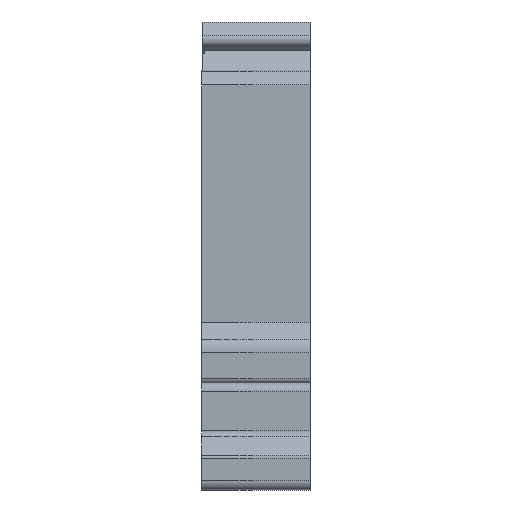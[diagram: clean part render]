
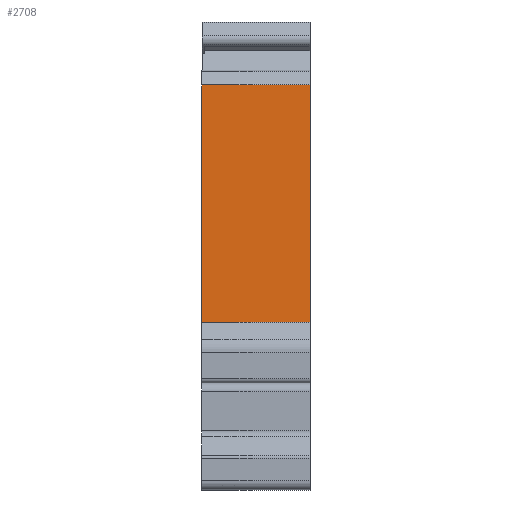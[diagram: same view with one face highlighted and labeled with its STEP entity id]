
A CAD part, left-side view. The second image highlights one B-rep face of the part: STEP entity #2708.
In plain terms, the highlighted planar face has unit normal (-1, 0, 0).
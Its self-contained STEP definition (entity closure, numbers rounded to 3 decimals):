
#110=LINE('',#3987,#424);
#111=LINE('',#3990,#425);
#112=LINE('',#3992,#426);
#113=LINE('',#3994,#427);
#424=VECTOR('',#3177,1000.);
#425=VECTOR('',#3178,1000.);
#426=VECTOR('',#3179,1000.);
#427=VECTOR('',#3180,1000.);
#748=ORIENTED_EDGE('',*,*,#1548,.T.);
#749=ORIENTED_EDGE('',*,*,#1549,.T.);
#750=ORIENTED_EDGE('',*,*,#1550,.F.);
#751=ORIENTED_EDGE('',*,*,#1551,.F.);
#1548=EDGE_CURVE('',#1946,#1947,#110,.T.);
#1549=EDGE_CURVE('',#1947,#1948,#111,.T.);
#1550=EDGE_CURVE('',#1949,#1948,#112,.T.);
#1551=EDGE_CURVE('',#1946,#1949,#113,.T.);
#1946=VERTEX_POINT('',#3988);
#1947=VERTEX_POINT('',#3989);
#1948=VERTEX_POINT('',#3991);
#1949=VERTEX_POINT('',#3993);
#2278=EDGE_LOOP('',(#748,#749,#750,#751));
#2444=FACE_BOUND('',#2278,.T.);
#2607=PLANE('',#2875);
#2708=ADVANCED_FACE('',(#2444),#2607,.T.);
#2875=AXIS2_PLACEMENT_3D('',#3986,#3175,#3176);
#3175=DIRECTION('',(-1.,0.,0.));
#3176=DIRECTION('',(0.,0.,1.));
#3177=DIRECTION('',(0.,0.,-1.));
#3178=DIRECTION('',(0.,-1.,0.));
#3179=DIRECTION('',(0.,0.,-1.));
#3180=DIRECTION('',(0.,-1.,0.));
#3986=CARTESIAN_POINT('',(-21.,12.,0.));
#3987=CARTESIAN_POINT('',(-21.,12.,0.));
#3988=CARTESIAN_POINT('',(-21.,12.,-7.));
#3989=CARTESIAN_POINT('',(-21.,12.,-33.35));
#3990=CARTESIAN_POINT('',(-21.,69.486,-33.35));
#3991=CARTESIAN_POINT('',(-21.,0.,-33.35));
#3992=CARTESIAN_POINT('',(-21.,0.,0.));
#3993=CARTESIAN_POINT('',(-21.,0.,-7.));
#3994=CARTESIAN_POINT('',(-21.,17.4,-7.));
